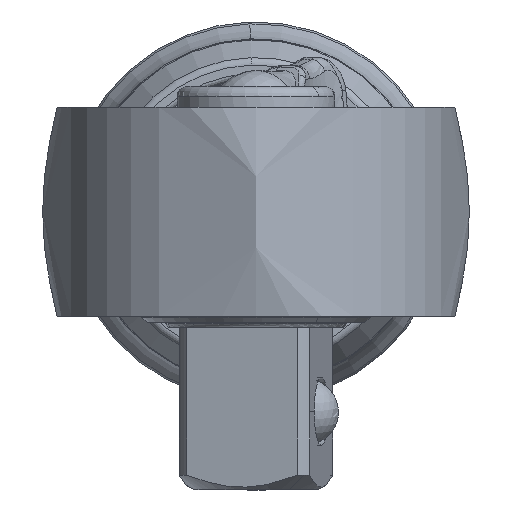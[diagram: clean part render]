
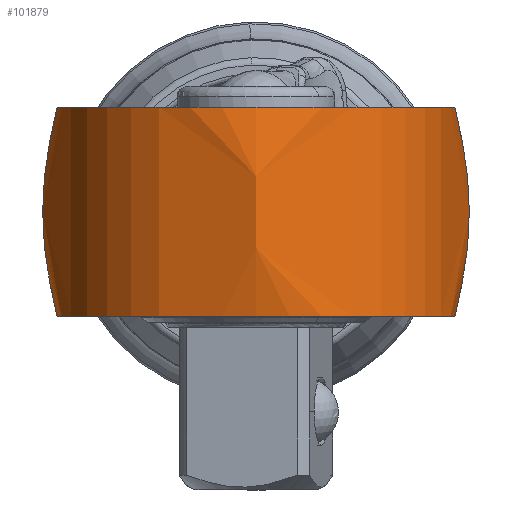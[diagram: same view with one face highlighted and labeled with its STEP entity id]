
A CAD part, left-side view. The second image highlights one B-rep face of the part: STEP entity #101879.
In plain terms, the highlighted free-form (B-spline) face has degree [3, 3] with [7, 4] control points.
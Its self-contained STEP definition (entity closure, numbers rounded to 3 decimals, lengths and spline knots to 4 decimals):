
#1494=CARTESIAN_POINT('',(-3.6564,0.,0.3927));
#1495=DIRECTION('',(0.,0.,1.));
#1496=DIRECTION('',(0.122,0.993,0.));
#1497=AXIS2_PLACEMENT_3D('',#1494,#1495,#1496);
#31522=CARTESIAN_POINT('',(-3.6564,0.,-0.3927));
#31523=DIRECTION('',(0.,0.,-1.));
#31524=DIRECTION('',(0.122,-0.993,0.));
#31525=AXIS2_PLACEMENT_3D('',#31522,#31523,#31524);
#31594=CARTESIAN_POINT('',(-3.7208,0.5243,0.));
#31595=DIRECTION('',(-0.993,-0.122,0.));
#31596=DIRECTION('',(0.116,-0.949,-0.294));
#31597=AXIS2_PLACEMENT_3D('',#31594,#31595,#31596);
#31599=CARTESIAN_POINT('',(-3.7208,-0.5243,0.));
#31600=DIRECTION('',(-0.993,0.122,0.));
#31601=DIRECTION('',(0.122,0.993,0.));
#31602=AXIS2_PLACEMENT_3D('',#31599,#31600,#31601);
#31604=CARTESIAN_POINT('',(-3.7208,-0.5243,0.));
#31605=DIRECTION('',(-0.993,0.122,0.));
#31606=DIRECTION('',(0.116,0.949,0.294));
#31607=AXIS2_PLACEMENT_3D('',#31604,#31605,#31606);
#31609=CARTESIAN_POINT('',(-3.7208,0.5243,0.));
#31610=DIRECTION('',(-0.993,-0.122,0.));
#31611=DIRECTION('',(0.122,-0.993,0.));
#31612=AXIS2_PLACEMENT_3D('',#31609,#31610,#31611);
#40097=CARTESIAN_POINT('',(-3.5652,0.7425,
-0.3927));
#40099=VERTEX_POINT('',#40097);
#40104=CARTESIAN_POINT('',(-3.5652,-0.7425,
-0.3927));
#40105=VERTEX_POINT('',#40104);
#40123=CARTESIAN_POINT('',(-3.5652,0.7425,
0.3927));
#40124=VERTEX_POINT('',#40123);
#40125=CARTESIAN_POINT('',(-3.5652,-0.7425,
0.3927));
#40126=VERTEX_POINT('',#40125);
#40146=CARTESIAN_POINT('',(-3.558,-0.8011,0.));
#40147=VERTEX_POINT('',#40146);
#40148=CARTESIAN_POINT('',(-3.558,0.8011,0.));
#40149=VERTEX_POINT('',#40148);
#101840=CARTESIAN_POINT('',(-3.5161,-0.7299,
0.4079));
#101841=CARTESIAN_POINT('',(-3.4999,-0.8142,
0.1405));
#101842=CARTESIAN_POINT('',(-3.4999,-0.8142,
-0.1405));
#101843=CARTESIAN_POINT('',(-3.5161,-0.7299,
-0.4079));
#101844=CARTESIAN_POINT('',(-4.0111,-0.825,
0.4079));
#101845=CARTESIAN_POINT('',(-4.052,-0.9203,
0.1405));
#101846=CARTESIAN_POINT('',(-4.052,-0.9203,
-0.1405));
#101847=CARTESIAN_POINT('',(-4.0111,-0.825,
-0.4079));
#101848=CARTESIAN_POINT('',(-4.3996,-0.504,
0.4079));
#101849=CARTESIAN_POINT('',(-4.4855,-0.5622,
0.1405));
#101850=CARTESIAN_POINT('',(-4.4855,-0.5622,
-0.1405));
#101851=CARTESIAN_POINT('',(-4.3996,-0.504,
-0.4079));
#101852=CARTESIAN_POINT('',(-4.3996,0.,0.4079));
#101853=CARTESIAN_POINT('',(-4.4855,0.,0.1405));
#101854=CARTESIAN_POINT('',(-4.4855,0.,-0.1405));
#101855=CARTESIAN_POINT('',(-4.3996,0.,-0.4079));
#101856=CARTESIAN_POINT('',(-4.3996,0.504,
0.4079));
#101857=CARTESIAN_POINT('',(-4.4855,0.5622,
0.1405));
#101858=CARTESIAN_POINT('',(-4.4855,0.5622,
-0.1405));
#101859=CARTESIAN_POINT('',(-4.3996,0.504,
-0.4079));
#101860=CARTESIAN_POINT('',(-4.0111,0.825,
0.4079));
#101861=CARTESIAN_POINT('',(-4.052,0.9203,
0.1405));
#101862=CARTESIAN_POINT('',(-4.052,0.9203,
-0.1405));
#101863=CARTESIAN_POINT('',(-4.0111,0.825,
-0.4079));
#101864=CARTESIAN_POINT('',(-3.5161,0.7299,
0.4079));
#101865=CARTESIAN_POINT('',(-3.4999,0.8142,
0.1405));
#101866=CARTESIAN_POINT('',(-3.4999,0.8142,
-0.1405));
#101867=CARTESIAN_POINT('',(-3.5161,0.7299,
-0.4079));
#101868=(BOUNDED_SURFACE()B_SPLINE_SURFACE(3,3,((#101840,#101841,#101842,
#101843),(#101844,#101845,#101846,#101847),(#101848,#101849,#101850,#101851),(
#101852,#101853,#101854,#101855),(#101856,#101857,#101858,#101859),(#101860,
#101861,#101862,#101863),(#101864,#101865,#101866,#101867)),.UNSPECIFIED.,.F.,
.F.,.F.)B_SPLINE_SURFACE_WITH_KNOTS((4,3,4),(4,4),(0.,1.,2.),(0.,1.),
.UNSPECIFIED.)GEOMETRIC_REPRESENTATION_ITEM()RATIONAL_B_SPLINE_SURFACE(((
1.252,1.212,1.212,1.252),(
0.949,0.918,0.918,0.949),(
0.949,0.918,0.918,0.949),(
1.252,1.212,1.212,1.252),(
0.949,0.918,0.918,0.949),(
0.949,0.918,0.918,0.949),(
1.252,1.212,1.212,1.252)))REPRESENTATION_ITEM('')SURFACE());
#101870=ORIENTED_EDGE('',*,*,#101869,.F.);
#101871=ORIENTED_EDGE('',*,*,#101805,.T.);
#101872=ORIENTED_EDGE('',*,*,#101834,.F.);
#101873=ORIENTED_EDGE('',*,*,#101832,.F.);
#101874=ORIENTED_EDGE('',*,*,#42330,.T.);
#101876=ORIENTED_EDGE('',*,*,#101875,.F.);
#101877=EDGE_LOOP('',(#101870,#101871,#101872,#101873,#101874,#101876));
#101878=FACE_OUTER_BOUND('',#101877,.F.);
#101879=ADVANCED_FACE('',(#101878),#101868,.T.);
#1498=CIRCLE('',#1497,0.748);
#31526=CIRCLE('',#31525,0.748);
#31598=CIRCLE('',#31597,1.3353);
#31603=CIRCLE('',#31602,1.3353);
#31608=CIRCLE('',#31607,1.3353);
#31613=CIRCLE('',#31612,1.3353);
#42330=EDGE_CURVE('',#40124,#40126,#1498,.T.);
#101805=EDGE_CURVE('',#40105,#40099,#31526,.T.);
#101832=EDGE_CURVE('',#40124,#40149,#31608,.T.);
#101834=EDGE_CURVE('',#40149,#40099,#31603,.T.);
#101869=EDGE_CURVE('',#40105,#40147,#31598,.T.);
#101875=EDGE_CURVE('',#40147,#40126,#31613,.T.);
